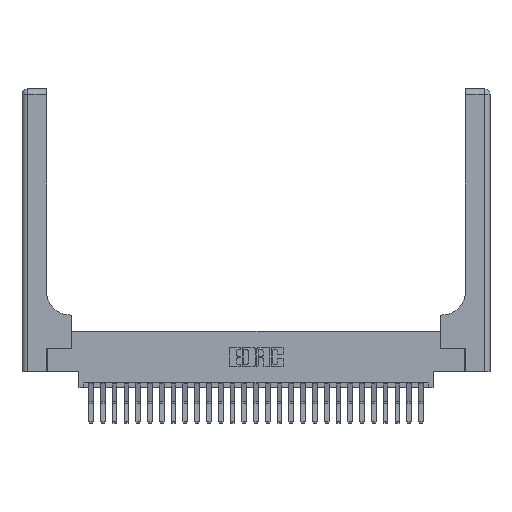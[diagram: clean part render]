
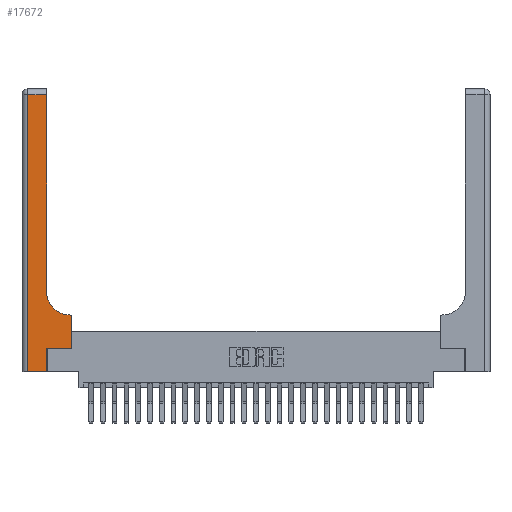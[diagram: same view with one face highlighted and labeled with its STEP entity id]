
A CAD part, top view. The second image highlights one B-rep face of the part: STEP entity #17672.
In plain terms, the highlighted planar face has unit normal (0, 0, 1).
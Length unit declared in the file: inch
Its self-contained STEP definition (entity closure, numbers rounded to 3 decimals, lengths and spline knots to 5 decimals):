
#663 = EDGE_CURVE ( 'NONE', #5729, #12274, #11420, .T. ) ;
#715 = AXIS2_PLACEMENT_3D ( 'NONE', #3728, #17843, #5796 ) ;
#776 = LINE ( 'NONE', #16619, #6192 ) ;
#1271 = VECTOR ( 'NONE', #18807, 39.37008 ) ;
#1369 = ORIENTED_EDGE ( 'NONE', *, *, #25475, .T. ) ;
#1807 = AXIS2_PLACEMENT_3D ( 'NONE', #18625, #6585, #20642 ) ;
#2330 = CARTESIAN_POINT ( 'NONE',  ( 0.26, 0.85, 0.37 ) ) ;
#3559 = ORIENTED_EDGE ( 'NONE', *, *, #25321, .T. ) ;
#3722 = EDGE_CURVE ( 'NONE', #24610, #14415, #24500, .T. ) ;
#3728 = CARTESIAN_POINT ( 'NONE',  ( 0., 3., 0.37 ) ) ;
#4032 = VERTEX_POINT ( 'NONE', #24470 ) ;
#4461 = DIRECTION ( 'NONE',  ( 1., 0., 0. ) ) ;
#4561 = DIRECTION ( 'NONE',  ( 0., -1., 0. ) ) ;
#4616 = VECTOR ( 'NONE', #12131, 39.37008 ) ;
#5401 = DIRECTION ( 'NONE',  ( -1., 0., 0. ) ) ;
#5706 = PLANE ( 'NONE',  #715 ) ;
#5729 = VERTEX_POINT ( 'NONE', #23851 ) ;
#5796 = DIRECTION ( 'NONE',  ( -1., 0., 0. ) ) ;
#5931 = CARTESIAN_POINT ( 'NONE',  ( 0.528, 0.25, 0.37 ) ) ;
#6064 = VECTOR ( 'NONE', #7237, 39.37008 ) ;
#6192 = VECTOR ( 'NONE', #4561, 39.37008 ) ;
#6232 = ORIENTED_EDGE ( 'NONE', *, *, #12352, .T. ) ;
#6585 = DIRECTION ( 'NONE',  ( 0., 0., -1. ) ) ;
#7237 = DIRECTION ( 'NONE',  ( -1., 0., 0. ) ) ;
#7552 = CIRCLE ( 'NONE', #1807, 0.25 ) ;
#8161 = VERTEX_POINT ( 'NONE', #10045 ) ;
#8514 = CARTESIAN_POINT ( 'NONE',  ( 0., 0., 0.37 ) ) ;
#8541 = FACE_OUTER_BOUND ( 'NONE', #24509, .T. ) ;
#9370 = EDGE_CURVE ( 'NONE', #14415, #18925, #16864, .T. ) ;
#9634 = CARTESIAN_POINT ( 'NONE',  ( 0.528, 0.6, 0.37 ) ) ;
#9972 = LINE ( 'NONE', #20129, #4616 ) ;
#10045 = CARTESIAN_POINT ( 'NONE',  ( 0.06, 0., 0.37 ) ) ;
#11420 = LINE ( 'NONE', #13214, #6064 ) ;
#11492 = CARTESIAN_POINT ( 'NONE',  ( 0.528, 0.25, 0.37 ) ) ;
#12131 = DIRECTION ( 'NONE',  ( 0., 1., 0. ) ) ;
#12192 = ORIENTED_EDGE ( 'NONE', *, *, #9370, .T. ) ;
#12274 = VERTEX_POINT ( 'NONE', #14586 ) ;
#12325 = CARTESIAN_POINT ( 'NONE',  ( 0.51, 0.6, 0.37 ) ) ;
#12352 = EDGE_CURVE ( 'NONE', #15244, #5729, #17379, .T. ) ;
#13089 = ORIENTED_EDGE ( 'NONE', *, *, #22765, .T. ) ;
#13214 = CARTESIAN_POINT ( 'NONE',  ( 0., 2.94, 0.37 ) ) ;
#13401 = CARTESIAN_POINT ( 'NONE',  ( 0.26, 0.6, 0.37 ) ) ;
#13496 = DIRECTION ( 'NONE',  ( 0., 1., 0. ) ) ;
#13808 = VECTOR ( 'NONE', #13496, 39.37008 ) ;
#13939 = EDGE_CURVE ( 'NONE', #15187, #24610, #22247, .T. ) ;
#14049 = EDGE_CURVE ( 'NONE', #8161, #4032, #20353, .T. ) ;
#14243 = CARTESIAN_POINT ( 'NONE',  ( 0.265, 0.25, 0.37 ) ) ;
#14415 = VERTEX_POINT ( 'NONE', #9634 ) ;
#14586 = CARTESIAN_POINT ( 'NONE',  ( 0.06, 2.94, 0.37 ) ) ;
#15187 = VERTEX_POINT ( 'NONE', #14243 ) ;
#15244 = VERTEX_POINT ( 'NONE', #2330 ) ;
#16251 = CARTESIAN_POINT ( 'NONE',  ( 0.265, 0.25, 0.37 ) ) ;
#16619 = CARTESIAN_POINT ( 'NONE',  ( 0.06, 3., 0.37 ) ) ;
#16864 = LINE ( 'NONE', #13401, #21551 ) ;
#16928 = VECTOR ( 'NONE', #24323, 39.37008 ) ;
#17051 = ORIENTED_EDGE ( 'NONE', *, *, #13939, .T. ) ;
#17379 = LINE ( 'NONE', #22829, #1271 ) ;
#17591 = ORIENTED_EDGE ( 'NONE', *, *, #14049, .T. ) ;
#17672 = ADVANCED_FACE ( 'NONE', ( #8541 ), #5706, .F. ) ;
#17843 = DIRECTION ( 'NONE',  ( 0., 0., -1. ) ) ;
#18625 = CARTESIAN_POINT ( 'NONE',  ( 0.51, 0.85, 0.37 ) ) ;
#18807 = DIRECTION ( 'NONE',  ( 0., 1., 0. ) ) ;
#18925 = VERTEX_POINT ( 'NONE', #12325 ) ;
#20129 = CARTESIAN_POINT ( 'NONE',  ( 0.265, 0., 0.37 ) ) ;
#20353 = LINE ( 'NONE', #8514, #20999 ) ;
#20642 = DIRECTION ( 'NONE',  ( 1., 0., 0. ) ) ;
#20999 = VECTOR ( 'NONE', #4461, 39.37008 ) ;
#21551 = VECTOR ( 'NONE', #5401, 39.37008 ) ;
#21613 = ORIENTED_EDGE ( 'NONE', *, *, #3722, .T. ) ;
#22247 = LINE ( 'NONE', #16251, #16928 ) ;
#22688 = ORIENTED_EDGE ( 'NONE', *, *, #663, .T. ) ;
#22765 = EDGE_CURVE ( 'NONE', #18925, #15244, #7552, .T. ) ;
#22829 = CARTESIAN_POINT ( 'NONE',  ( 0.26, 3., 0.37 ) ) ;
#23851 = CARTESIAN_POINT ( 'NONE',  ( 0.26, 2.94, 0.37 ) ) ;
#24323 = DIRECTION ( 'NONE',  ( 1., 0., 0. ) ) ;
#24470 = CARTESIAN_POINT ( 'NONE',  ( 0.265, 0., 0.37 ) ) ;
#24500 = LINE ( 'NONE', #11492, #13808 ) ;
#24509 = EDGE_LOOP ( 'NONE', ( #6232, #22688, #1369, #17591, #3559, #17051, #21613, #12192, #13089 ) ) ;
#24610 = VERTEX_POINT ( 'NONE', #5931 ) ;
#25321 = EDGE_CURVE ( 'NONE', #4032, #15187, #9972, .T. ) ;
#25475 = EDGE_CURVE ( 'NONE', #12274, #8161, #776, .T. ) ;
